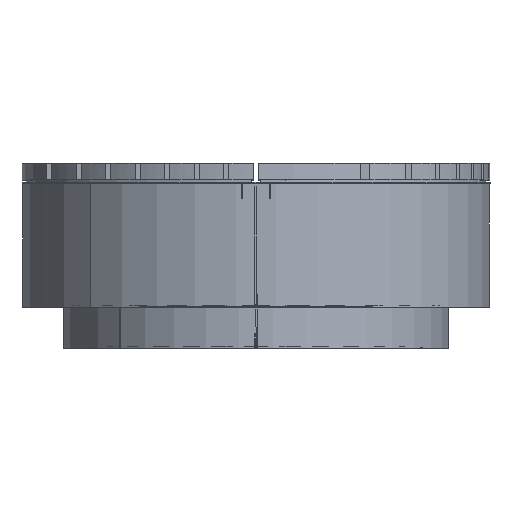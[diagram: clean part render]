
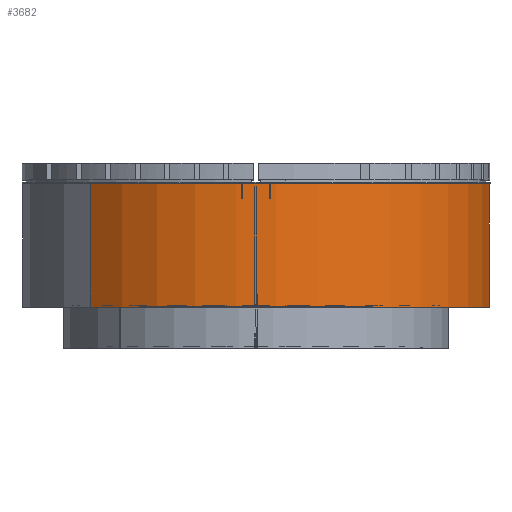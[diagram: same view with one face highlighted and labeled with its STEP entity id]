
A CAD part, top view. The second image highlights one B-rep face of the part: STEP entity #3682.
In plain terms, the highlighted cylindrical face has radius 570 mm (diameter 1140 mm), a partial arc.
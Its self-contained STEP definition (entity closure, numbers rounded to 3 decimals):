
#411 = CARTESIAN_POINT ( 'NONE',  ( -570., 0., -0.05 ) ) ;
#529 = EDGE_CURVE ( 'NONE', #3957, #9587, #14782, .T. ) ;
#670 = CARTESIAN_POINT ( 'NONE',  ( -570., 301., -0.05 ) ) ;
#1493 = CIRCLE ( 'NONE', #5093, 570. ) ;
#1750 = ORIENTED_EDGE ( 'NONE', *, *, #529, .T. ) ;
#2128 = AXIS2_PLACEMENT_3D ( 'NONE', #5548, #10458, #14141 ) ;
#2584 = FACE_OUTER_BOUND ( 'NONE', #12123, .T. ) ;
#2600 = CARTESIAN_POINT ( 'NONE',  ( -570., 2727.327, -0.05 ) ) ;
#3470 = DIRECTION ( 'NONE',  ( 0., -1., 0. ) ) ;
#3682 = ADVANCED_FACE ( 'NONE', ( #2584 ), #9954, .T. ) ;
#3957 = VERTEX_POINT ( 'NONE', #670 ) ;
#4756 = CARTESIAN_POINT ( 'NONE',  ( 0., 301., 0. ) ) ;
#5093 = AXIS2_PLACEMENT_3D ( 'NONE', #14683, #7334, #8457 ) ;
#5194 = CIRCLE ( 'NONE', #2128, 570. ) ;
#5225 = ORIENTED_EDGE ( 'NONE', *, *, #13729, .T. ) ;
#5548 = CARTESIAN_POINT ( 'NONE',  ( 0., 301., 0. ) ) ;
#6105 = DIRECTION ( 'NONE',  ( 0., 0., -1. ) ) ;
#6725 = CARTESIAN_POINT ( 'NONE',  ( 570., 301., 0.1 ) ) ;
#6809 = DIRECTION ( 'NONE',  ( 0., -1., 0. ) ) ;
#7219 = VERTEX_POINT ( 'NONE', #7734 ) ;
#7334 = DIRECTION ( 'NONE',  ( 0., 1., 0. ) ) ;
#7495 = VERTEX_POINT ( 'NONE', #11374 ) ;
#7734 = CARTESIAN_POINT ( 'NONE',  ( 570., 301., 0.1 ) ) ;
#8457 = DIRECTION ( 'NONE',  ( 0., 0., 1. ) ) ;
#8803 = ORIENTED_EDGE ( 'NONE', *, *, #15580, .F. ) ;
#9286 = LINE ( 'NONE', #6725, #10766 ) ;
#9587 = VERTEX_POINT ( 'NONE', #411 ) ;
#9656 = DIRECTION ( 'NONE',  ( 0., -1., 0. ) ) ;
#9954 = CYLINDRICAL_SURFACE ( 'NONE', #10947, 570. ) ;
#10458 = DIRECTION ( 'NONE',  ( 0., 1., 0. ) ) ;
#10766 = VECTOR ( 'NONE', #6809, 1000. ) ;
#10947 = AXIS2_PLACEMENT_3D ( 'NONE', #4756, #3470, #6105 ) ;
#11374 = CARTESIAN_POINT ( 'NONE',  ( 570., 0., 0.1 ) ) ;
#12123 = EDGE_LOOP ( 'NONE', ( #1750, #5225, #12779, #8803 ) ) ;
#12779 = ORIENTED_EDGE ( 'NONE', *, *, #15358, .F. ) ;
#13010 = VECTOR ( 'NONE', #9656, 1000. ) ;
#13729 = EDGE_CURVE ( 'NONE', #9587, #7495, #1493, .T. ) ;
#14141 = DIRECTION ( 'NONE',  ( 0., 0., 1. ) ) ;
#14683 = CARTESIAN_POINT ( 'NONE',  ( 0., 0., 0. ) ) ;
#14782 = LINE ( 'NONE', #2600, #13010 ) ;
#15358 = EDGE_CURVE ( 'NONE', #7219, #7495, #9286, .T. ) ;
#15580 = EDGE_CURVE ( 'NONE', #3957, #7219, #5194, .T. ) ;
